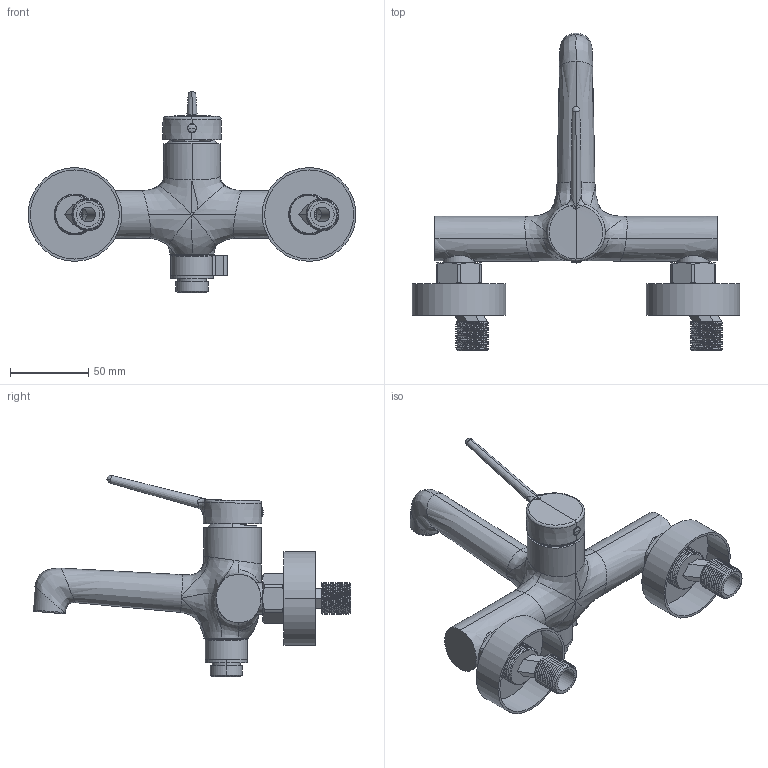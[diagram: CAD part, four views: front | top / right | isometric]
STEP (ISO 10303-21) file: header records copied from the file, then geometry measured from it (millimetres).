
FILE_DESCRIPTION((''),'2;1');
FILE_NAME('M31784-841C_ASM','2022-08-20T09:53:47',('123'),(''),'CREO PARAMETRIC BY PTC INC, 2018050','CREO PARAMETRIC BY PTC INC, 2018050','');
FILE_SCHEMA(('CONFIG_CONTROL_DESIGN'));
Products named in the file (23): M31784; C20126; C05304; P24127; S22010; R23337; C19001; R23212; S22010_ASM; R23303; S30502; S32003; P37058; Z03154; R23348; Z03154_ASM; H841-GAI; P01170; C02046; C01602; S38057; P21036; M31784-841C_ASM
Assembly tree (25 placements, depth 3):
  M31784-841C_ASM
    M31784
    C20126
    C05304
    P24127
    S22010_ASM  x2
      S22010
      R23337
      C19001
      R23212
    R23303
    S30502  x2
    S32003  x2
    P37058
    Z03154_ASM
      Z03154
      R23348
    H841-GAI
    P01170
    C02046
    C01602
    S38057
    P21036
Bounding box: 210 x 203.4 x 129 mm (x, y, z)
Volume: 181322.2 mm3; surface area: 153964.9 mm2
Topology: 27 solids, 40 shells, 1537 faces, 3849 edges, 2482 vertices
Faces by surface type: cylinder 607, plane 447, bspline 275, cone 132, torus 57, sphere 15, extrusion 4
Entity records: 81457 total; most frequent: CARTESIAN_POINT 50824, ORIENTED_EDGE 6634, DIRECTION 5675, EDGE_CURVE 3340, AXIS2_PLACEMENT_3D 2257, VERTEX_POINT 2152, EDGE_LOOP 1502, FACE_OUTER_BOUND 1346
